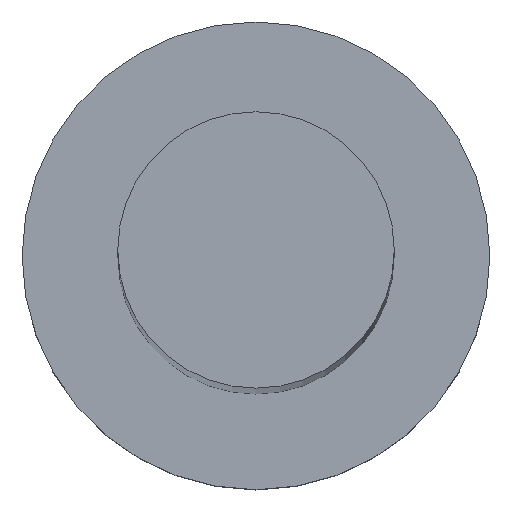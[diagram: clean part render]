
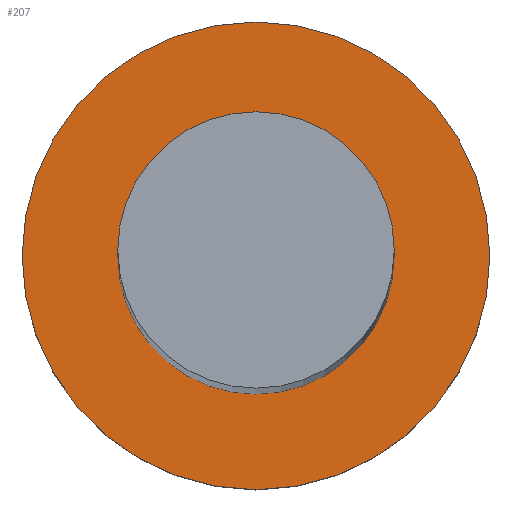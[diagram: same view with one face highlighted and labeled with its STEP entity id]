
A CAD part, top view. The second image highlights one B-rep face of the part: STEP entity #207.
In plain terms, the highlighted planar face has unit normal (0, 0, 1).
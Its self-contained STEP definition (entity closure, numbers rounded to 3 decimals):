
#1 = EDGE_LOOP ( 'NONE', ( #35, #239 ) ) ;
#4 = ORIENTED_EDGE ( 'NONE', *, *, #221, .T. ) ;
#10 = VERTEX_POINT ( 'NONE', #228 ) ;
#17 = DIRECTION ( 'NONE',  ( 1., 0., 0. ) ) ;
#30 = EDGE_CURVE ( 'NONE', #237, #105, #222, .T. ) ;
#31 = DIRECTION ( 'NONE',  ( 1., 0., 0. ) ) ;
#32 = AXIS2_PLACEMENT_3D ( 'NONE', #33, #157, #216 ) ;
#33 = CARTESIAN_POINT ( 'NONE',  ( 0., 0., 7. ) ) ;
#35 = ORIENTED_EDGE ( 'NONE', *, *, #132, .F. ) ;
#53 = FACE_BOUND ( 'NONE', #1, .T. ) ;
#62 = CARTESIAN_POINT ( 'NONE',  ( -11., 0., 7. ) ) ;
#71 = PLANE ( 'NONE',  #75 ) ;
#73 = CARTESIAN_POINT ( 'NONE',  ( 0., 0., 7. ) ) ;
#75 = AXIS2_PLACEMENT_3D ( 'NONE', #149, #229, #113 ) ;
#88 = DIRECTION ( 'NONE',  ( 1., 0., 0. ) ) ;
#93 = FACE_OUTER_BOUND ( 'NONE', #119, .T. ) ;
#105 = VERTEX_POINT ( 'NONE', #62 ) ;
#109 = CARTESIAN_POINT ( 'NONE',  ( 6.5, 0., 7. ) ) ;
#113 = DIRECTION ( 'NONE',  ( 1., 0., 0. ) ) ;
#114 = AXIS2_PLACEMENT_3D ( 'NONE', #251, #214, #88 ) ;
#119 = EDGE_LOOP ( 'NONE', ( #4, #182 ) ) ;
#125 = CIRCLE ( 'NONE', #32, 6.5 ) ;
#128 = DIRECTION ( 'NONE',  ( 0., 0., 1. ) ) ;
#132 = EDGE_CURVE ( 'NONE', #10, #244, #125, .T. ) ;
#141 = AXIS2_PLACEMENT_3D ( 'NONE', #73, #230, #31 ) ;
#149 = CARTESIAN_POINT ( 'NONE',  ( 0., 0., 7. ) ) ;
#151 = CARTESIAN_POINT ( 'NONE',  ( 11., 0., 7. ) ) ;
#157 = DIRECTION ( 'NONE',  ( 0., 0., 1. ) ) ;
#160 = EDGE_CURVE ( 'NONE', #244, #10, #240, .T. ) ;
#162 = AXIS2_PLACEMENT_3D ( 'NONE', #226, #128, #17 ) ;
#182 = ORIENTED_EDGE ( 'NONE', *, *, #30, .T. ) ;
#207 = ADVANCED_FACE ( 'NONE', ( #53, #93 ), #71, .T. ) ;
#209 = CIRCLE ( 'NONE', #162, 11. ) ;
#214 = DIRECTION ( 'NONE',  ( 0., 0., 1. ) ) ;
#216 = DIRECTION ( 'NONE',  ( 1., 0., 0. ) ) ;
#221 = EDGE_CURVE ( 'NONE', #105, #237, #209, .T. ) ;
#222 = CIRCLE ( 'NONE', #114, 11. ) ;
#226 = CARTESIAN_POINT ( 'NONE',  ( 0., 0., 7. ) ) ;
#228 = CARTESIAN_POINT ( 'NONE',  ( -6.5, 0., 7. ) ) ;
#229 = DIRECTION ( 'NONE',  ( 0., 0., 1. ) ) ;
#230 = DIRECTION ( 'NONE',  ( 0., 0., 1. ) ) ;
#237 = VERTEX_POINT ( 'NONE', #151 ) ;
#239 = ORIENTED_EDGE ( 'NONE', *, *, #160, .F. ) ;
#240 = CIRCLE ( 'NONE', #141, 6.5 ) ;
#244 = VERTEX_POINT ( 'NONE', #109 ) ;
#251 = CARTESIAN_POINT ( 'NONE',  ( 0., 0., 7. ) ) ;
